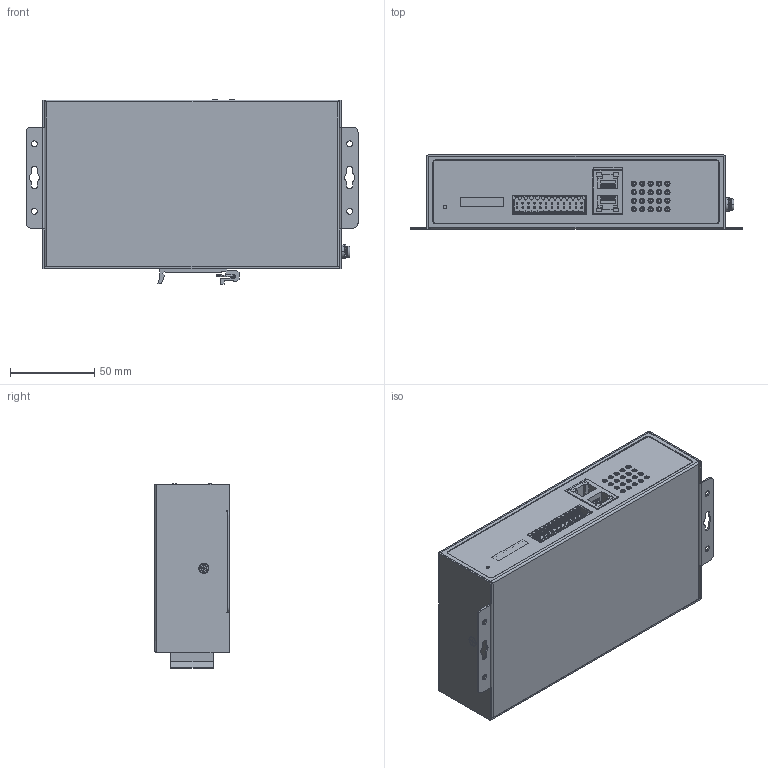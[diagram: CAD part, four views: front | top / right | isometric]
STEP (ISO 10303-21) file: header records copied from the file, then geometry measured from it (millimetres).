
FILE_DESCRIPTION((''),'2;1');
FILE_NAME('KPS3208A-3D__ASM','2023-08-30T',('changdong'),(''),'PRO/ENGINEER BY PARAMETRIC TECHNOLOGY CORPORATION, 2015240','PRO/ENGINEER BY PARAMETRIC TECHNOLOGY CORPORATION, 2015240','');
FILE_SCHEMA(('CONFIG_CONTROL_DESIGN'));
Products named in the file (21): 104102010-1-4LED-LEK1; 106010001-BOMA-2_T_1; ____-2__8__-25200; ____PCB-2__8__; 106020004-RESET-ZHAOHUA_T_1; 15EDGRHD-3_5-24P-14-00AH; 107022123-RJ45____; ____25_T_2; 30MM_______ASM_T_ASM_2_ASM; KAHUANG25MMM_1_T_2; 30MM__ASM_T_ASM_2_ASM; 25MM__T_ASM_ASM; 107011519-2P-508-90_T_1; CROSS_RECESSED_COUNTERSUNK_HEAD; ____-2__8__-93979; KPS3208A-3D_____ASM; PRT0001; M4-JIEID_J; HUADIANQUAN_J; M4-JIEDILUODING_ASM; KPS3208A-3D__ASM
Assembly tree (31 placements, depth 6):
  KPS3208A-3D__ASM
    KPS3208A-3D_____ASM
      104102010-1-4LED-LEK1  x5
      106010001-BOMA-2_T_1  x4
      ____-2__8__-25200
      ____PCB-2__8__
      106020004-RESET-ZHAOHUA_T_1
      15EDGRHD-3_5-24P-14-00AH
      107022123-RJ45____
      25MM__T_ASM_ASM
        30MM__ASM_T_ASM_2_ASM
          30MM_______ASM_T_ASM_2_ASM
            ____25_T_2
          KAHUANG25MMM_1_T_2
      107011519-2P-508-90_T_1
      CROSS_RECESSED_COUNTERSUNK_HEAD  x5
      ____-2__8__-93979
    PRT0001
    M4-JIEDILUODING_ASM
      M4-JIEID_J
      HUADIANQUAN_J
Bounding box: 197 x 44 x 109.5 mm (x, y, z)
Volume: 125344.9 mm3; surface area: 202088.6 mm2
Topology: 26 solids, 38 shells, 3711 faces, 9823 edges, 6289 vertices
Faces by surface type: plane 2495, cylinder 970, torus 116, cone 62, sphere 40, extrusion 16, bspline 12
Entity records: 104060 total; most frequent: CARTESIAN_POINT 20704, ORIENTED_EDGE 17684, DIRECTION 16517, EDGE_CURVE 8842, VECTOR 6629, LINE 6613, VERTEX_POINT 5669, AXIS2_PLACEMENT_3D 4944
